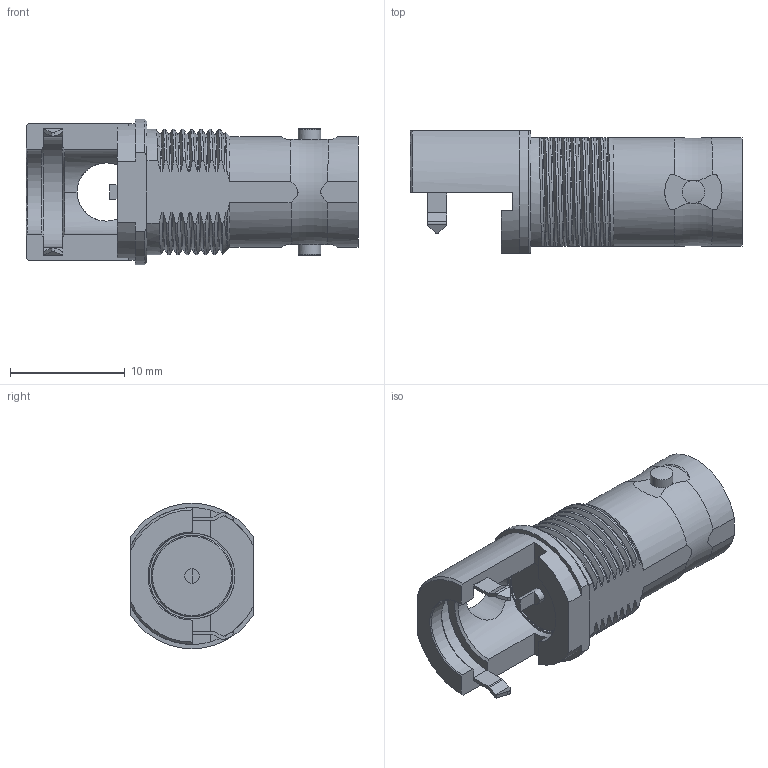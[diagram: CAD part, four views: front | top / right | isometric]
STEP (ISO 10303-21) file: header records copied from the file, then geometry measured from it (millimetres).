
FILE_DESCRIPTION((''),'2;1');
FILE_NAME('112730-10','2015-06-05T',('Rajagopal'),(''),'PRO/ENGINEER BY PARAMETRIC TECHNOLOGY CORPORATION, 2014440','PRO/ENGINEER BY PARAMETRIC TECHNOLOGY CORPORATION, 2014440','');
FILE_SCHEMA(('CONFIG_CONTROL_DESIGN'));
Length unit declared in the file: millimetre
Products named in the file (1): 112730-10
Bounding box: 28.96 x 10.67 x 12.7 mm (x, y, z)
Surface area: 1680 mm2 (no closed solid volume)
Topology: 0 solids, 8 shells, 188 faces, 584 edges, 391 vertices
Faces by surface type: bspline 56, plane 53, cylinder 52, cone 25, torus 2
Entity records: 19993 total; most frequent: CARTESIAN_POINT 15259, ORIENTED_EDGE 1076, DIRECTION 776, EDGE_CURVE 582, VERTEX_POINT 391, AXIS2_PLACEMENT_3D 265, VECTOR 246, LINE 246
